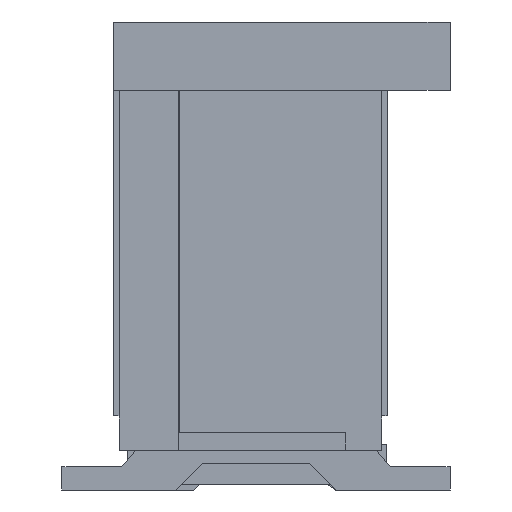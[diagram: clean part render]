
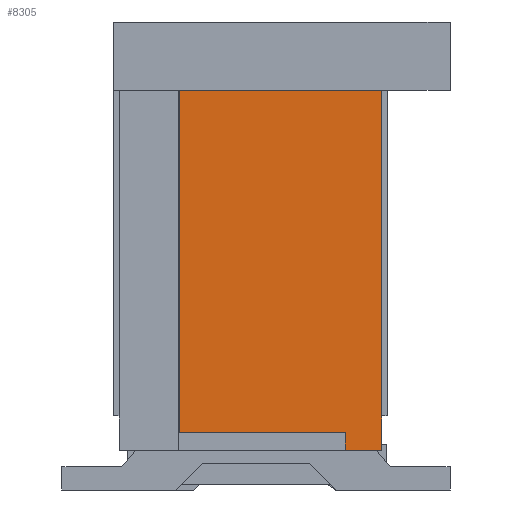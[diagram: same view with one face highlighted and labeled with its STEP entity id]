
A CAD part, left-side view. The second image highlights one B-rep face of the part: STEP entity #8305.
In plain terms, the highlighted planar face has unit normal (-1, 0, 0).
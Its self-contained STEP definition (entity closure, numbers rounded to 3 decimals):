
#413=DIRECTION('',(0.,0.,-1.));
#414=VECTOR('',#413,0.15);
#415=CARTESIAN_POINT('',(-7.95,-0.83,-1.575));
#416=LINE('',#415,#414);
#417=DIRECTION('',(0.,1.,0.));
#418=VECTOR('',#417,1.45);
#419=CARTESIAN_POINT('',(-7.95,-0.83,-1.575));
#420=LINE('',#419,#418);
#421=DIRECTION('',(0.,0.,1.));
#422=VECTOR('',#421,3.);
#423=CARTESIAN_POINT('',(-7.95,0.62,-1.575));
#424=LINE('',#423,#422);
#425=DIRECTION('',(0.,-1.,0.));
#426=VECTOR('',#425,1.77);
#427=CARTESIAN_POINT('',(-7.95,0.62,1.425));
#428=LINE('',#427,#426);
#429=DIRECTION('',(0.,-1.,0.));
#430=VECTOR('',#429,0.32);
#431=CARTESIAN_POINT('',(-7.95,-0.83,-1.725));
#432=LINE('',#431,#430);
#445=DIRECTION('',(0.,0.,-1.));
#446=VECTOR('',#445,3.15);
#447=CARTESIAN_POINT('',(-7.95,-1.15,1.425));
#448=LINE('',#447,#446);
#6705=CARTESIAN_POINT('',(-7.95,0.62,-1.575));
#6706=CARTESIAN_POINT('',(-7.95,0.62,1.425));
#6707=VERTEX_POINT('',#6705);
#6708=VERTEX_POINT('',#6706);
#6749=CARTESIAN_POINT('',(-7.95,-0.83,-1.725));
#6751=VERTEX_POINT('',#6749);
#6757=CARTESIAN_POINT('',(-7.95,-1.15,-1.725));
#6758=VERTEX_POINT('',#6757);
#6877=CARTESIAN_POINT('',(-7.95,-0.83,-1.575));
#6879=VERTEX_POINT('',#6877);
#6899=CARTESIAN_POINT('',(-7.95,-1.15,1.425));
#6901=VERTEX_POINT('',#6899);
#8290=CARTESIAN_POINT('',(-7.95,-0.99,-0.15));
#8291=DIRECTION('',(1.,0.,0.));
#8292=DIRECTION('',(0.,0.,-1.));
#8293=AXIS2_PLACEMENT_3D('',#8290,#8291,#8292);
#8294=PLANE('',#8293);
#8295=ORIENTED_EDGE('',*,*,#8258,.F.);
#8296=ORIENTED_EDGE('',*,*,#8233,.T.);
#8297=ORIENTED_EDGE('',*,*,#8199,.T.);
#8298=ORIENTED_EDGE('',*,*,#7643,.T.);
#8300=ORIENTED_EDGE('',*,*,#8299,.T.);
#8302=ORIENTED_EDGE('',*,*,#8301,.F.);
#8303=EDGE_LOOP('',(#8295,#8296,#8297,#8298,#8300,#8302));
#8304=FACE_OUTER_BOUND('',#8303,.F.);
#8305=ADVANCED_FACE('',(#8304),#8294,.F.);
#7643=EDGE_CURVE('',#6708,#6901,#428,.T.);
#8199=EDGE_CURVE('',#6707,#6708,#424,.T.);
#8233=EDGE_CURVE('',#6879,#6707,#420,.T.);
#8258=EDGE_CURVE('',#6879,#6751,#416,.T.);
#8299=EDGE_CURVE('',#6901,#6758,#448,.T.);
#8301=EDGE_CURVE('',#6751,#6758,#432,.T.);
